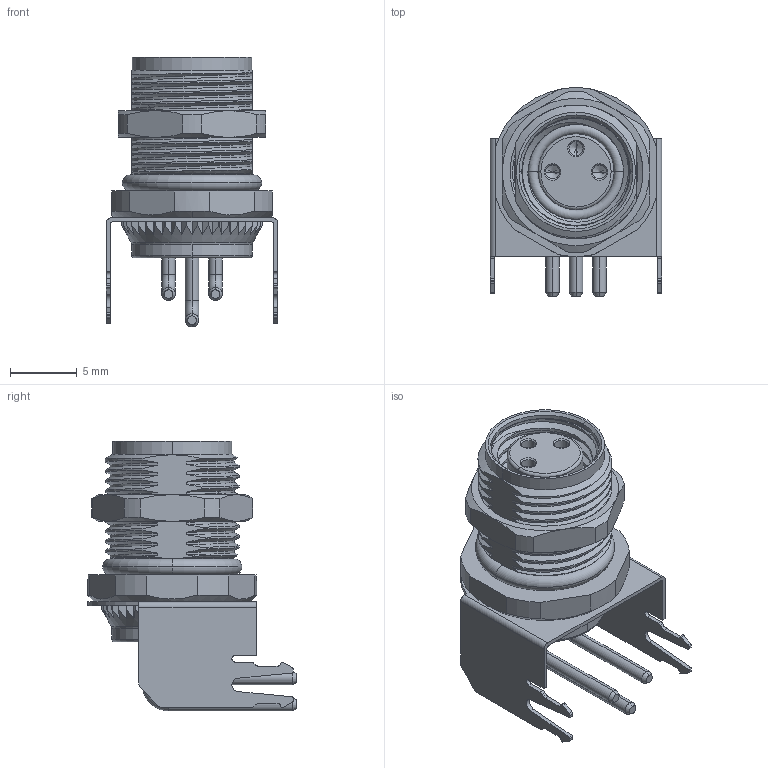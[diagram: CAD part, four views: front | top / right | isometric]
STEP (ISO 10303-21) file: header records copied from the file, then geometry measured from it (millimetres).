
FILE_DESCRIPTION((''),'2;1');
FILE_NAME('PRT0002','2023-07-05T',('gongchengVI'),(''),'PRO/ENGINEER BY PARAMETRIC TECHNOLOGY CORPORATION, 2010280','PRO/ENGINEER BY PARAMETRIC TECHNOLOGY CORPORATION, 2010280','');
FILE_SCHEMA(('CONFIG_CONTROL_DESIGN'));
Products named in the file (1): PRT0002
Bounding box: 12.8 x 15.55 x 20.15 mm (x, y, z)
Surface area: 2984.7 mm2 (no closed solid volume)
Topology: 0 solids, 10 shells, 697 faces, 1840 edges, 1188 vertices
Faces by surface type: plane 282, cylinder 240, bspline 78, cone 67, torus 30
Entity records: 41528 total; most frequent: CARTESIAN_POINT 24681, ORIENTED_EDGE 3668, DIRECTION 3298, EDGE_CURVE 1834, AXIS2_PLACEMENT_3D 1210, VERTEX_POINT 1188, VECTOR 878, LINE 878
